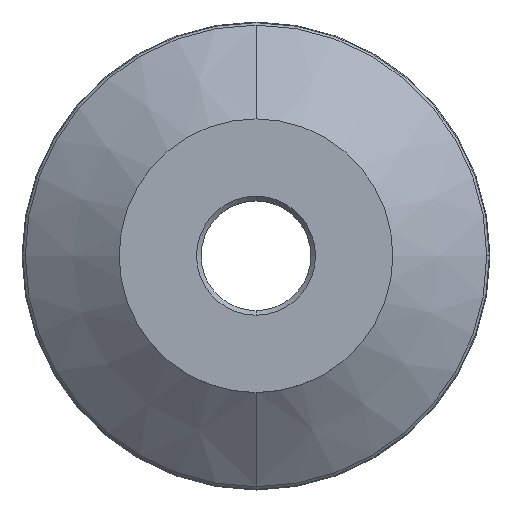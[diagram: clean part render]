
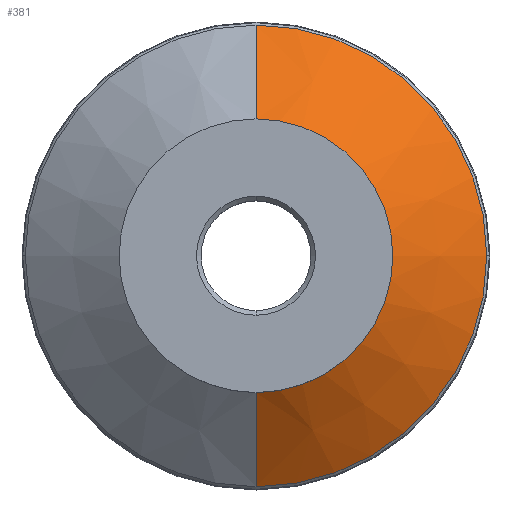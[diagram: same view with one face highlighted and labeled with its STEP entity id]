
A CAD part, top view. The second image highlights one B-rep face of the part: STEP entity #381.
In plain terms, the highlighted conical face has half-angle 53.414 degrees and reference radius 63.798 mm.
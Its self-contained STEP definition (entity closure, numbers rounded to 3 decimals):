
#327=VERTEX_POINT('',#876);
#361=EDGE_CURVE('',#807,#581,#914,.T.);
#381=ADVANCED_FACE('',(#937),#938,.T.);
#441=EDGE_CURVE('',#807,#507,#1006,.T.);
#507=VERTEX_POINT('',#1081);
#581=VERTEX_POINT('',#1160);
#637=EDGE_CURVE('',#581,#327,#1219,.T.);
#741=EDGE_CURVE('',#327,#507,#1333,.T.);
#807=VERTEX_POINT('',#1410);
#876=CARTESIAN_POINT('',(0.,-80.096,-39.196));
#914=LINE('',#1529,#1530);
#937=FACE_OUTER_BOUND('',#1557,.T.);
#938=CONICAL_SURFACE('',#1558,63.798,0.932);
#1006=CIRCLE('',#1645,47.5);
#1081=CARTESIAN_POINT('',(0.,-47.5,-15.0));
#1160=CARTESIAN_POINT('',(0.0,80.096,-39.196));
#1219=CIRCLE('',#1920,80.096);
#1333=LINE('',#2058,#2059);
#1410=CARTESIAN_POINT('',(0.0,47.5,-15.0));
#1529=CARTESIAN_POINT('',(0.,63.798,-27.098));
#1530=VECTOR('',#2280,1.0);
#1557=EDGE_LOOP('',(#2321,#2322,#2323,#2324));
#1558=AXIS2_PLACEMENT_3D('',#2325,#2326,#2327);
#1645=AXIS2_PLACEMENT_3D('',#2419,#2420,#2421);
#1920=AXIS2_PLACEMENT_3D('',#2698,#2699,#2700);
#2058=CARTESIAN_POINT('',(0.,-63.798,-27.098));
#2059=VECTOR('',#2831,1.0);
#2280=DIRECTION('',(0.,0.803,-0.596));
#2321=ORIENTED_EDGE('',*,*,#361,.F.);
#2322=ORIENTED_EDGE('',*,*,#441,.T.);
#2323=ORIENTED_EDGE('',*,*,#741,.F.);
#2324=ORIENTED_EDGE('',*,*,#637,.F.);
#2325=CARTESIAN_POINT('',(0.0,0.0,-27.098));
#2326=DIRECTION('',(0.0,-0.0,-1.0));
#2327=DIRECTION('',(0.0,1.0,0.0));
#2419=CARTESIAN_POINT('',(0.0,0.0,-15.0));
#2420=DIRECTION('',(0.0,0.0,-1.0));
#2421=DIRECTION('',(0.0,1.0,0.0));
#2698=CARTESIAN_POINT('',(0.0,0.0,-39.196));
#2699=DIRECTION('',(0.0,0.0,-1.0));
#2700=DIRECTION('',(0.0,1.0,0.0));
#2831=DIRECTION('',(0.,0.803,0.596));
